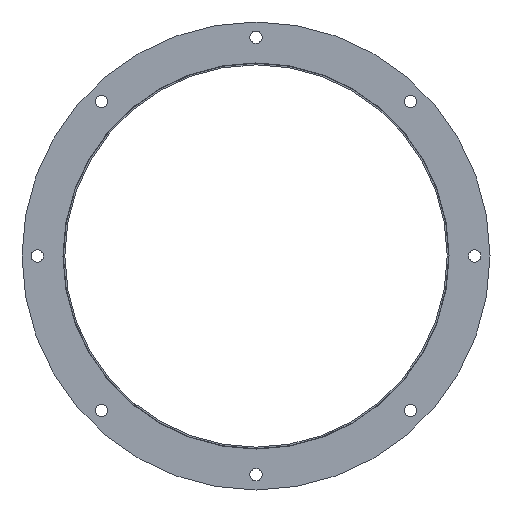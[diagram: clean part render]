
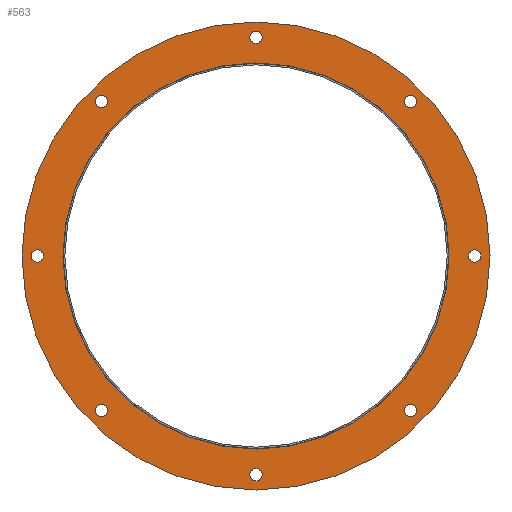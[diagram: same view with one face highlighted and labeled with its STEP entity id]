
A CAD part, front view. The second image highlights one B-rep face of the part: STEP entity #563.
In plain terms, the highlighted face is planar.
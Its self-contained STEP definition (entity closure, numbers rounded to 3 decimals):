
#29=FACE_BOUND('',#150,.T.);
#30=FACE_BOUND('',#151,.T.);
#31=FACE_BOUND('',#152,.T.);
#32=FACE_BOUND('',#153,.T.);
#33=FACE_BOUND('',#154,.T.);
#34=FACE_BOUND('',#155,.T.);
#35=FACE_BOUND('',#156,.T.);
#36=FACE_BOUND('',#157,.T.);
#37=FACE_BOUND('',#158,.T.);
#105=FACE_OUTER_BOUND('',#149,.T.);
#149=EDGE_LOOP('',(#473));
#150=EDGE_LOOP('',(#474));
#151=EDGE_LOOP('',(#475));
#152=EDGE_LOOP('',(#476));
#153=EDGE_LOOP('',(#477));
#154=EDGE_LOOP('',(#478));
#155=EDGE_LOOP('',(#479));
#156=EDGE_LOOP('',(#480));
#157=EDGE_LOOP('',(#481));
#158=EDGE_LOOP('',(#482));
#189=CIRCLE('',#612,126.25);
#191=CIRCLE('',#615,4.);
#193=CIRCLE('',#618,4.);
#195=CIRCLE('',#621,4.);
#197=CIRCLE('',#624,4.);
#199=CIRCLE('',#627,4.);
#201=CIRCLE('',#630,4.);
#203=CIRCLE('',#633,4.);
#205=CIRCLE('',#636,4.);
#207=CIRCLE('',#639,153.);
#281=VERTEX_POINT('',#921);
#283=VERTEX_POINT('',#926);
#285=VERTEX_POINT('',#931);
#287=VERTEX_POINT('',#936);
#289=VERTEX_POINT('',#941);
#291=VERTEX_POINT('',#946);
#293=VERTEX_POINT('',#951);
#295=VERTEX_POINT('',#956);
#297=VERTEX_POINT('',#961);
#299=VERTEX_POINT('',#966);
#345=EDGE_CURVE('',#281,#281,#189,.T.);
#347=EDGE_CURVE('',#283,#283,#191,.T.);
#349=EDGE_CURVE('',#285,#285,#193,.T.);
#351=EDGE_CURVE('',#287,#287,#195,.T.);
#353=EDGE_CURVE('',#289,#289,#197,.T.);
#355=EDGE_CURVE('',#291,#291,#199,.T.);
#357=EDGE_CURVE('',#293,#293,#201,.T.);
#359=EDGE_CURVE('',#295,#295,#203,.T.);
#361=EDGE_CURVE('',#297,#297,#205,.T.);
#363=EDGE_CURVE('',#299,#299,#207,.T.);
#473=ORIENTED_EDGE('',*,*,#363,.F.);
#474=ORIENTED_EDGE('',*,*,#345,.T.);
#475=ORIENTED_EDGE('',*,*,#347,.T.);
#476=ORIENTED_EDGE('',*,*,#349,.T.);
#477=ORIENTED_EDGE('',*,*,#351,.T.);
#478=ORIENTED_EDGE('',*,*,#353,.T.);
#479=ORIENTED_EDGE('',*,*,#355,.T.);
#480=ORIENTED_EDGE('',*,*,#357,.T.);
#481=ORIENTED_EDGE('',*,*,#359,.T.);
#482=ORIENTED_EDGE('',*,*,#361,.T.);
#505=PLANE('',#641);
#563=ADVANCED_FACE('',(#105,#29,#30,#31,#32,#33,#34,#35,#36,#37),#505,.F.);
#612=AXIS2_PLACEMENT_3D('',#922,#760,#761);
#615=AXIS2_PLACEMENT_3D('',#927,#766,#767);
#618=AXIS2_PLACEMENT_3D('',#932,#772,#773);
#621=AXIS2_PLACEMENT_3D('',#937,#778,#779);
#624=AXIS2_PLACEMENT_3D('',#942,#784,#785);
#627=AXIS2_PLACEMENT_3D('',#947,#790,#791);
#630=AXIS2_PLACEMENT_3D('',#952,#796,#797);
#633=AXIS2_PLACEMENT_3D('',#957,#802,#803);
#636=AXIS2_PLACEMENT_3D('',#962,#808,#809);
#639=AXIS2_PLACEMENT_3D('',#967,#814,#815);
#641=AXIS2_PLACEMENT_3D('',#970,#818,#819);
#760=DIRECTION('center_axis',(0.,0.,-1.));
#761=DIRECTION('ref_axis',(-1.,0.,0.));
#766=DIRECTION('center_axis',(0.,0.,-1.));
#767=DIRECTION('ref_axis',(-1.,0.,0.));
#772=DIRECTION('center_axis',(0.,0.,-1.));
#773=DIRECTION('ref_axis',(-1.,0.,0.));
#778=DIRECTION('center_axis',(0.,0.,-1.));
#779=DIRECTION('ref_axis',(-1.,0.,0.));
#784=DIRECTION('center_axis',(0.,0.,-1.));
#785=DIRECTION('ref_axis',(-1.,0.,0.));
#790=DIRECTION('center_axis',(0.,0.,-1.));
#791=DIRECTION('ref_axis',(-1.,0.,0.));
#796=DIRECTION('center_axis',(0.,0.,-1.));
#797=DIRECTION('ref_axis',(-1.,0.,0.));
#802=DIRECTION('center_axis',(0.,0.,-1.));
#803=DIRECTION('ref_axis',(-1.,0.,0.));
#808=DIRECTION('center_axis',(0.,0.,-1.));
#809=DIRECTION('ref_axis',(-1.,0.,0.));
#814=DIRECTION('center_axis',(0.,0.,-1.));
#815=DIRECTION('ref_axis',(-1.,0.,0.));
#818=DIRECTION('center_axis',(0.,0.,-1.));
#819=DIRECTION('ref_axis',(-1.,0.,0.));
#921=CARTESIAN_POINT('',(126.25,0.,4.));
#922=CARTESIAN_POINT('Origin',(0.,0.,4.));
#926=CARTESIAN_POINT('',(105.116,101.116,4.));
#927=CARTESIAN_POINT('Origin',(101.116,101.116,4.));
#931=CARTESIAN_POINT('',(147.,0.,4.));
#932=CARTESIAN_POINT('Origin',(143.,0.,4.));
#936=CARTESIAN_POINT('',(105.116,-101.116,4.));
#937=CARTESIAN_POINT('Origin',(101.116,-101.116,4.));
#941=CARTESIAN_POINT('',(4.,-143.,4.));
#942=CARTESIAN_POINT('Origin',(0.,-143.,4.));
#946=CARTESIAN_POINT('',(-97.116,-101.116,4.));
#947=CARTESIAN_POINT('Origin',(-101.116,-101.116,4.));
#951=CARTESIAN_POINT('',(-139.,0.,4.));
#952=CARTESIAN_POINT('Origin',(-143.,0.,4.));
#956=CARTESIAN_POINT('',(-97.116,101.116,4.));
#957=CARTESIAN_POINT('Origin',(-101.116,101.116,4.));
#961=CARTESIAN_POINT('',(4.,143.,4.));
#962=CARTESIAN_POINT('Origin',(0.,143.,4.));
#966=CARTESIAN_POINT('',(153.,0.,4.));
#967=CARTESIAN_POINT('Origin',(0.,0.,4.));
#970=CARTESIAN_POINT('Origin',(0.,0.,4.));
